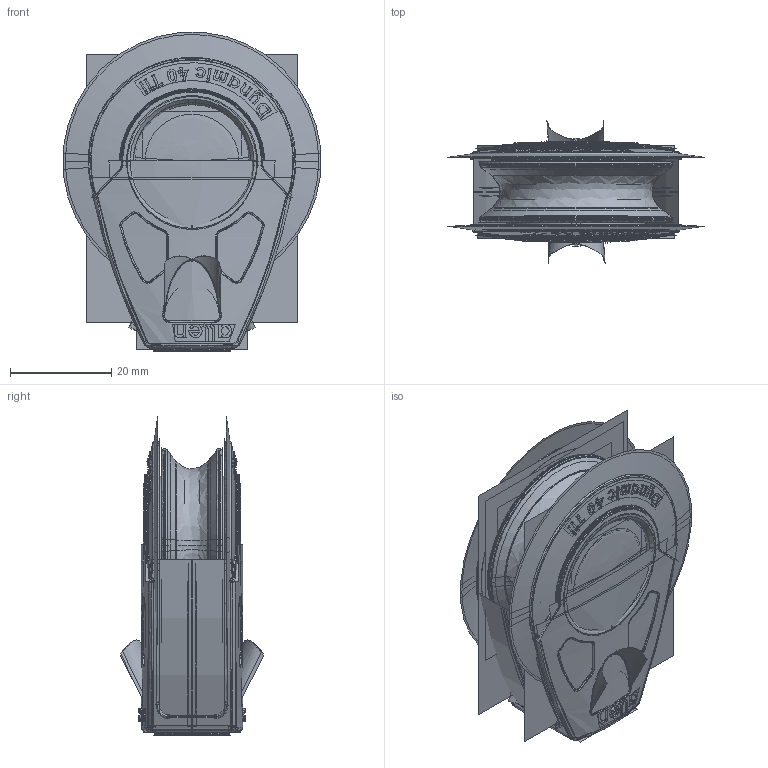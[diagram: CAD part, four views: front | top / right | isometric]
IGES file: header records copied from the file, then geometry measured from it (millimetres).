
Start section:  PTC IGES file: a2040tiihl.igs
Global section: file name: a2040tiihl.igs; native system: Creo Parametric by PTC Inc.; preprocessor: 2022414; author: Student; organization: Unknown; date: 20230530.102116; units: millimetre
Bounding box: 50.89 x 28.28 x 62.97 mm (x, y, z)
Surface area: 106156.4 mm2 (no closed solid volume)
Topology: 0 solids, 0 shells, 2596 faces, 37914 edges, 49384 vertices
Faces by surface type: revolution 1028, bspline 948, extrusion 620
